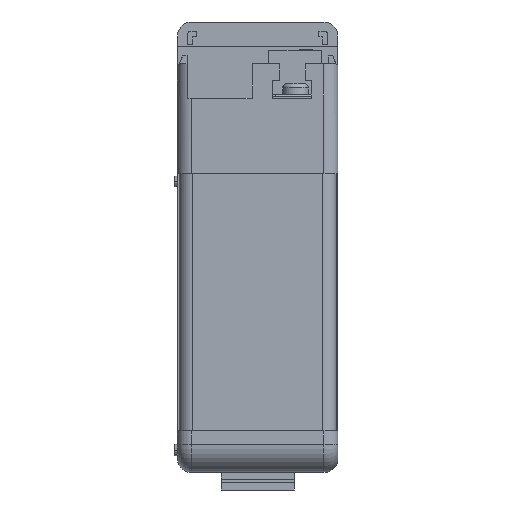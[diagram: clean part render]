
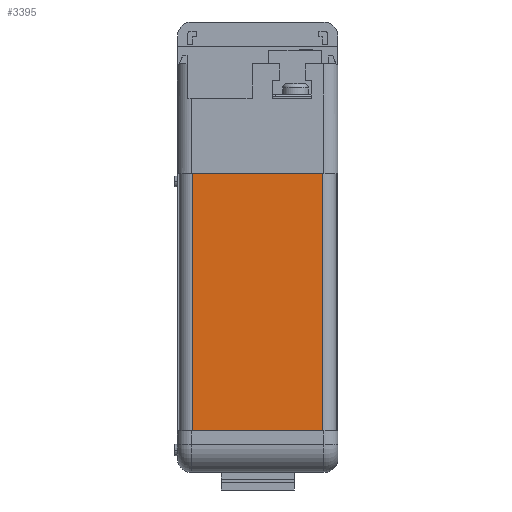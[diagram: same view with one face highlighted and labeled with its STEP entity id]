
A CAD part, front view. The second image highlights one B-rep face of the part: STEP entity #3395.
In plain terms, the highlighted planar face has unit normal (0, -1, 0).
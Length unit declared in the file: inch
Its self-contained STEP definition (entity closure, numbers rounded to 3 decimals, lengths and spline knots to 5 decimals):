
#408 = LINE ( 'NONE', #5957, #8558 ) ;
#1188 = DIRECTION ( 'NONE',  ( -1., 0., 0. ) ) ;
#2299 = EDGE_CURVE ( 'NONE', #11247, #16402, #408, .T. ) ;
#2856 = FACE_OUTER_BOUND ( 'NONE', #5553, .T. ) ;
#3216 = VECTOR ( 'NONE', #16906, 39.37008 ) ;
#3395 = ADVANCED_FACE ( 'NONE', ( #2856 ), #11983, .T. ) ;
#3564 = DIRECTION ( 'NONE',  ( 0., 0., -1. ) ) ;
#4797 = VECTOR ( 'NONE', #3564, 39.37008 ) ;
#5553 = EDGE_LOOP ( 'NONE', ( #5786, #16557, #11036, #15943 ) ) ;
#5786 = ORIENTED_EDGE ( 'NONE', *, *, #7819, .F. ) ;
#5957 = CARTESIAN_POINT ( 'NONE',  ( 0.5775, -2.9375, 0.655 ) ) ;
#6124 = CARTESIAN_POINT ( 'NONE',  ( -0.5775, -2.9375, 0.655 ) ) ;
#6835 = CARTESIAN_POINT ( 'NONE',  ( 0.5775, -2.9375, 0.655 ) ) ;
#7475 = CARTESIAN_POINT ( 'NONE',  ( 0.5775, -2.9375, -1.63 ) ) ;
#7819 = EDGE_CURVE ( 'NONE', #8400, #18478, #8918, .T. ) ;
#8400 = VERTEX_POINT ( 'NONE', #14168 ) ;
#8558 = VECTOR ( 'NONE', #1188, 39.37008 ) ;
#8783 = CARTESIAN_POINT ( 'NONE',  ( 0.5775, -2.9375, 0.655 ) ) ;
#8918 = LINE ( 'NONE', #7475, #17563 ) ;
#9008 = CARTESIAN_POINT ( 'NONE',  ( -0.5775, -2.9375, -1.63 ) ) ;
#10435 = DIRECTION ( 'NONE',  ( 0., 0., -1. ) ) ;
#10461 = CARTESIAN_POINT ( 'NONE',  ( -0.5775, -2.9375, 0.655 ) ) ;
#10709 = CARTESIAN_POINT ( 'NONE',  ( 0.5775, -2.9375, 0.655 ) ) ;
#11036 = ORIENTED_EDGE ( 'NONE', *, *, #2299, .T. ) ;
#11247 = VERTEX_POINT ( 'NONE', #10709 ) ;
#11983 = PLANE ( 'NONE',  #15248 ) ;
#14168 = CARTESIAN_POINT ( 'NONE',  ( 0.5775, -2.9375, -1.63 ) ) ;
#15248 = AXIS2_PLACEMENT_3D ( 'NONE', #8783, #20172, #10435 ) ;
#15943 = ORIENTED_EDGE ( 'NONE', *, *, #17529, .T. ) ;
#16402 = VERTEX_POINT ( 'NONE', #6124 ) ;
#16557 = ORIENTED_EDGE ( 'NONE', *, *, #19867, .F. ) ;
#16906 = DIRECTION ( 'NONE',  ( 0., 0., -1. ) ) ;
#17529 = EDGE_CURVE ( 'NONE', #16402, #18478, #19551, .T. ) ;
#17563 = VECTOR ( 'NONE', #18867, 39.37008 ) ;
#17771 = LINE ( 'NONE', #6835, #4797 ) ;
#18478 = VERTEX_POINT ( 'NONE', #9008 ) ;
#18867 = DIRECTION ( 'NONE',  ( -1., 0., 0. ) ) ;
#19551 = LINE ( 'NONE', #10461, #3216 ) ;
#19867 = EDGE_CURVE ( 'NONE', #11247, #8400, #17771, .T. ) ;
#20172 = DIRECTION ( 'NONE',  ( 0., -1., 0. ) ) ;
